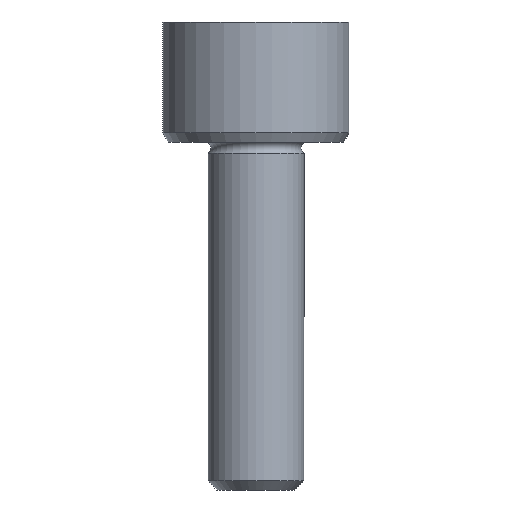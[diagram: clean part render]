
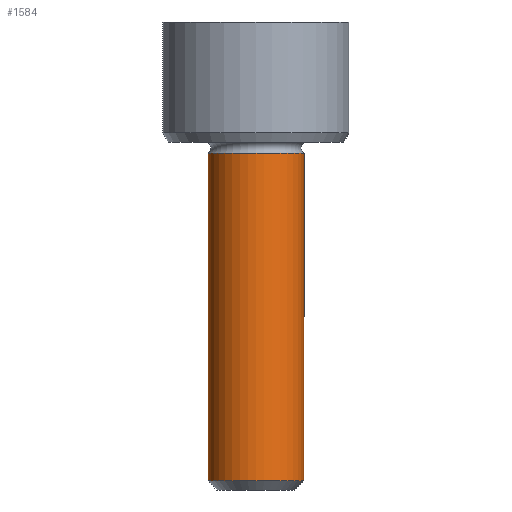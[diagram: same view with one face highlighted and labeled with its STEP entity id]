
A CAD part, front view. The second image highlights one B-rep face of the part: STEP entity #1584.
In plain terms, the highlighted cylindrical face has radius 0.8 mm (diameter 1.6 mm), a full revolution.
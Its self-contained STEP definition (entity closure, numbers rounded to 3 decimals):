
#20=CYLINDRICAL_SURFACE('',#1683,0.8);
#47=CIRCLE('',#1682,0.8);
#48=CIRCLE('',#1684,0.8);
#49=CIRCLE('',#1685,0.8);
#182=FACE_OUTER_BOUND('',#276,.T.);
#276=EDGE_LOOP('',(#1395,#1396,#1397,#1398,#1399));
#416=LINE('',#2834,#542);
#542=VECTOR('',#1944,0.8);
#757=VERTEX_POINT('',#2826);
#758=VERTEX_POINT('',#2830);
#759=VERTEX_POINT('',#2831);
#975=EDGE_CURVE('',#757,#757,#47,.T.);
#977=EDGE_CURVE('',#758,#759,#48,.T.);
#978=EDGE_CURVE('',#759,#758,#49,.T.);
#979=EDGE_CURVE('',#759,#757,#416,.T.);
#1395=ORIENTED_EDGE('',*,*,#977,.F.);
#1396=ORIENTED_EDGE('',*,*,#978,.F.);
#1397=ORIENTED_EDGE('',*,*,#979,.T.);
#1398=ORIENTED_EDGE('',*,*,#975,.T.);
#1399=ORIENTED_EDGE('',*,*,#979,.F.);
#1584=ADVANCED_FACE('',(#182),#20,.T.);
#1682=AXIS2_PLACEMENT_3D('',#2827,#1935,#1936);
#1683=AXIS2_PLACEMENT_3D('',#2829,#1938,#1939);
#1684=AXIS2_PLACEMENT_3D('',#2832,#1940,#1941);
#1685=AXIS2_PLACEMENT_3D('',#2833,#1942,#1943);
#1935=DIRECTION('center_axis',(0.,0.,1.));
#1936=DIRECTION('ref_axis',(0.,-1.,0.));
#1938=DIRECTION('center_axis',(0.,0.,1.));
#1939=DIRECTION('ref_axis',(0.,-1.,0.));
#1940=DIRECTION('center_axis',(0.,0.,1.));
#1941=DIRECTION('ref_axis',(0.,-1.,0.));
#1942=DIRECTION('center_axis',(0.,0.,1.));
#1943=DIRECTION('ref_axis',(0.,-1.,0.));
#1944=DIRECTION('',(0.,0.,-1.));
#2826=CARTESIAN_POINT('',(0.,0.8,-5.65));
#2827=CARTESIAN_POINT('Origin',(0.,0.,-5.65));
#2829=CARTESIAN_POINT('Origin',(0.,0.,-2.918));
#2830=CARTESIAN_POINT('',(-0.8,0.,-0.187));
#2831=CARTESIAN_POINT('',(0.,0.8,-0.187));
#2832=CARTESIAN_POINT('Origin',(0.,0.,-0.187));
#2833=CARTESIAN_POINT('Origin',(0.,0.,-0.187));
#2834=CARTESIAN_POINT('',(0.,0.8,-2.918));
